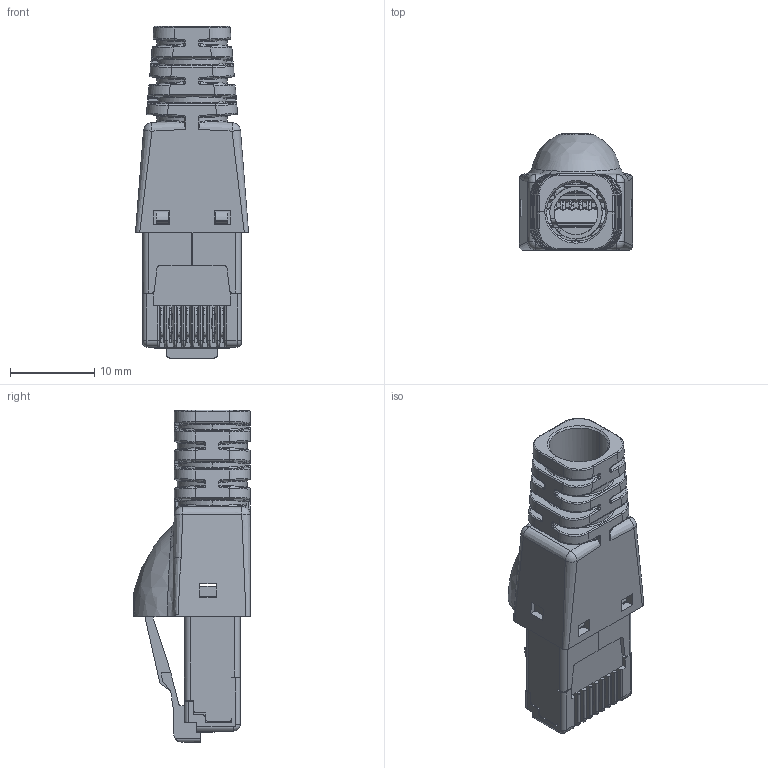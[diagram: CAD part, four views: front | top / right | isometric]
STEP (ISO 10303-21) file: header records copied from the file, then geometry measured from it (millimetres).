
FILE_DESCRIPTION(('CATIA V5 STEP Exchange','CAx-IF Rec.Pracs.--- Model Styling and Organization---1.5--- 2016-08-15','CAx-IF Rec.Pracs.---Supplemental Geometry---1.0---2011-11-01','CAx-IF Rec.Pracs.--- Composite Materials ---1.1---2010-07-15'),'2;1');
FILE_NAME ('032621-3_2', '2025-01-28T06:47:59+00:00', ('none'), ('Weidmueller'), 'CATIA Version 5-6 Release 2022 SP4 HF5', 'CATIA V5 STEP AP214 v3', 'none');
FILE_SCHEMA(('AUTOMOTIVE_DESIGN { 1 0 10303 214 1 1 1 1 }'));
Products named in the file (1): IE-P70
Bounding box: 13.4 x 13.8 x 39.35 mm (x, y, z)
Volume: 1940.8 mm3; surface area: 4605.7 mm2
Topology: 1 solids, 1 shells, 1733 faces, 4982 edges, 3163 vertices
Faces by surface type: plane 979, cylinder 504, bspline 168, torus 64, sphere 14, cone 4
Entity records: 63581 total; most frequent: CARTESIAN_POINT 20327, ORIENTED_EDGE 9934, DIRECTION 6801, EDGE_CURVE 4967, VECTOR 3402, LINE 3402, VERTEX_POINT 3163, AXIS2_PLACEMENT_3D 1913
